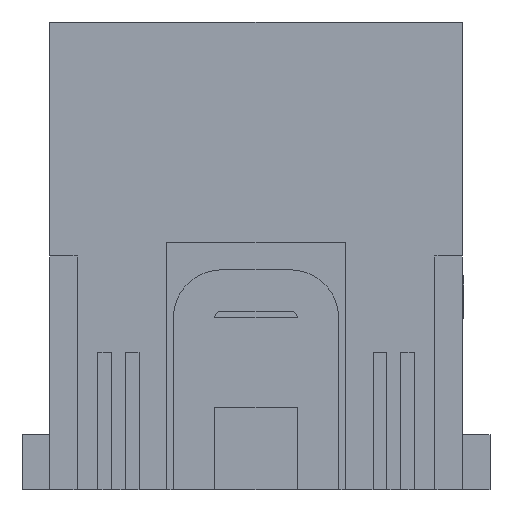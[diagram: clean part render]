
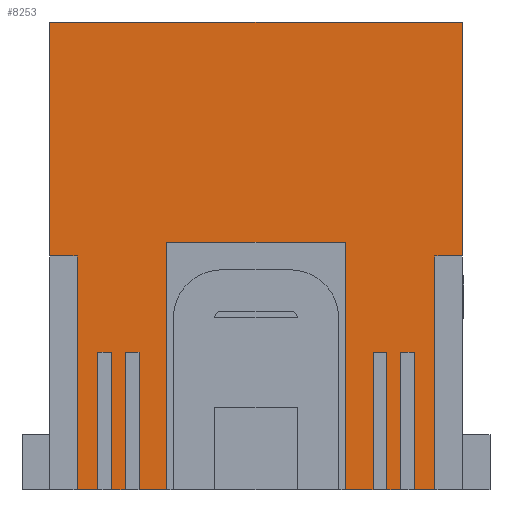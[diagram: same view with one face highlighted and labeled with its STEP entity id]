
A CAD part, front view. The second image highlights one B-rep face of the part: STEP entity #8253.
In plain terms, the highlighted planar face has unit normal (0, -1, 0).
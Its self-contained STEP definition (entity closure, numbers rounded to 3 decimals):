
#3855=CARTESIAN_POINT('',(13.0,-7.35,-34.0));
#3856=VERTEX_POINT('',#3855);
#3863=CARTESIAN_POINT('',(11.5,-7.35,-34.0));
#3864=VERTEX_POINT('',#3863);
#3865=CARTESIAN_POINT('',(11.5,-7.35,-34.0));
#3866=DIRECTION('',(1.0,0.0,0.0));
#3867=VECTOR('',#3866,1.5);
#3868=LINE('',#3865,#3867);
#3869=EDGE_CURVE('',#3864,#3856,#3868,.T.);
#3887=CARTESIAN_POINT('',(10.5,-7.35,-34.0));
#3888=VERTEX_POINT('',#3887);
#3895=CARTESIAN_POINT('',(9.5,-7.35,-34.0));
#3896=VERTEX_POINT('',#3895);
#3897=CARTESIAN_POINT('',(9.5,-7.35,-34.0));
#3898=DIRECTION('',(1.0,0.0,0.0));
#3899=VECTOR('',#3898,1.);
#3900=LINE('',#3897,#3899);
#3901=EDGE_CURVE('',#3896,#3888,#3900,.T.);
#3919=CARTESIAN_POINT('',(8.5,-7.35,-34.0));
#3920=VERTEX_POINT('',#3919);
#3927=CARTESIAN_POINT('',(6.5,-7.35,-34.0));
#3928=VERTEX_POINT('',#3927);
#3929=CARTESIAN_POINT('',(6.5,-7.35,-34.0));
#3930=DIRECTION('',(1.0,0.0,0.0));
#3931=VECTOR('',#3930,2.);
#3932=LINE('',#3929,#3931);
#3933=EDGE_CURVE('',#3928,#3920,#3932,.T.);
#4015=CARTESIAN_POINT('',(-6.5,-7.35,-34.0));
#4016=VERTEX_POINT('',#4015);
#4023=CARTESIAN_POINT('',(-8.5,-7.35,-34.0));
#4024=VERTEX_POINT('',#4023);
#4025=CARTESIAN_POINT('',(-8.5,-7.35,-34.0));
#4026=DIRECTION('',(1.0,0.0,0.0));
#4027=VECTOR('',#4026,2.);
#4028=LINE('',#4025,#4027);
#4029=EDGE_CURVE('',#4024,#4016,#4028,.T.);
#4047=CARTESIAN_POINT('',(-9.5,-7.35,-34.0));
#4048=VERTEX_POINT('',#4047);
#4055=CARTESIAN_POINT('',(-10.5,-7.35,-34.0));
#4056=VERTEX_POINT('',#4055);
#4057=CARTESIAN_POINT('',(-10.5,-7.35,-34.0));
#4058=DIRECTION('',(1.0,0.0,0.0));
#4059=VECTOR('',#4058,1.0);
#4060=LINE('',#4057,#4059);
#4061=EDGE_CURVE('',#4056,#4048,#4060,.T.);
#4079=CARTESIAN_POINT('',(-11.5,-7.35,-34.0));
#4080=VERTEX_POINT('',#4079);
#4087=CARTESIAN_POINT('',(-13.0,-7.35,-34.0));
#4088=VERTEX_POINT('',#4087);
#4089=CARTESIAN_POINT('',(-13.0,-7.35,-34.0));
#4090=DIRECTION('',(1.0,0.0,0.0));
#4091=VECTOR('',#4090,1.5);
#4092=LINE('',#4089,#4091);
#4093=EDGE_CURVE('',#4088,#4080,#4092,.T.);
#4731=CARTESIAN_POINT('',(-15.0,-7.35,-17.0));
#4732=VERTEX_POINT('',#4731);
#4739=CARTESIAN_POINT('',(-15.0,-7.35,0.0));
#4740=VERTEX_POINT('',#4739);
#4741=CARTESIAN_POINT('',(-15.0,-7.35,0.0));
#4742=DIRECTION('',(0.0,0.0,-1.0));
#4743=VECTOR('',#4742,17.0);
#4744=LINE('',#4741,#4743);
#4745=EDGE_CURVE('',#4740,#4732,#4744,.T.);
#6418=CARTESIAN_POINT('',(15.0,-7.35,0.0));
#6419=VERTEX_POINT('',#6418);
#6426=CARTESIAN_POINT('',(15.0,-7.35,-17.0));
#6427=VERTEX_POINT('',#6426);
#6428=CARTESIAN_POINT('',(15.0,-7.35,0.0));
#6429=DIRECTION('',(0.0,0.0,-1.0));
#6430=VECTOR('',#6429,17.0);
#6431=LINE('',#6428,#6430);
#6432=EDGE_CURVE('',#6419,#6427,#6431,.T.);
#6475=CARTESIAN_POINT('',(-10.5,-7.35,-24.));
#6476=VERTEX_POINT('',#6475);
#6483=CARTESIAN_POINT('',(-11.5,-7.35,-24.));
#6484=VERTEX_POINT('',#6483);
#6485=CARTESIAN_POINT('',(-11.5,-7.35,-24.));
#6486=DIRECTION('',(1.0,0.0,0.0));
#6487=VECTOR('',#6486,1.);
#6488=LINE('',#6485,#6487);
#6489=EDGE_CURVE('',#6484,#6476,#6488,.T.);
#6512=CARTESIAN_POINT('',(-10.5,-7.35,-24.));
#6513=DIRECTION('',(0.0,0.0,-1.0));
#6514=VECTOR('',#6513,10.);
#6515=LINE('',#6512,#6514);
#6516=EDGE_CURVE('',#6476,#4056,#6515,.T.);
#6534=CARTESIAN_POINT('',(-11.5,-7.35,-34.0));
#6535=DIRECTION('',(0.0,0.0,1.0));
#6536=VECTOR('',#6535,10.);
#6537=LINE('',#6534,#6536);
#6538=EDGE_CURVE('',#4080,#6484,#6537,.T.);
#6571=CARTESIAN_POINT('',(9.5,-7.35,-24.));
#6572=VERTEX_POINT('',#6571);
#6579=CARTESIAN_POINT('',(8.5,-7.35,-24.));
#6580=VERTEX_POINT('',#6579);
#6581=CARTESIAN_POINT('',(8.5,-7.35,-24.));
#6582=DIRECTION('',(1.0,0.0,0.0));
#6583=VECTOR('',#6582,1.0);
#6584=LINE('',#6581,#6583);
#6585=EDGE_CURVE('',#6580,#6572,#6584,.T.);
#6608=CARTESIAN_POINT('',(9.5,-7.35,-24.));
#6609=DIRECTION('',(0.0,0.0,-1.0));
#6610=VECTOR('',#6609,10.);
#6611=LINE('',#6608,#6610);
#6612=EDGE_CURVE('',#6572,#3896,#6611,.T.);
#6630=CARTESIAN_POINT('',(8.5,-7.35,-34.0));
#6631=DIRECTION('',(0.0,0.0,1.0));
#6632=VECTOR('',#6631,10.);
#6633=LINE('',#6630,#6632);
#6634=EDGE_CURVE('',#3920,#6580,#6633,.T.);
#6665=CARTESIAN_POINT('',(-9.5,-7.35,-24.));
#6666=VERTEX_POINT('',#6665);
#6673=CARTESIAN_POINT('',(-9.5,-7.35,-34.0));
#6674=DIRECTION('',(0.0,0.0,1.0));
#6675=VECTOR('',#6674,10.);
#6676=LINE('',#6673,#6675);
#6677=EDGE_CURVE('',#4048,#6666,#6676,.T.);
#6696=CARTESIAN_POINT('',(-8.5,-7.35,-24.));
#6697=VERTEX_POINT('',#6696);
#6704=CARTESIAN_POINT('',(-9.5,-7.35,-24.));
#6705=DIRECTION('',(1.0,0.0,0.0));
#6706=VECTOR('',#6705,1.0);
#6707=LINE('',#6704,#6706);
#6708=EDGE_CURVE('',#6666,#6697,#6707,.T.);
#6726=CARTESIAN_POINT('',(-8.5,-7.35,-24.));
#6727=DIRECTION('',(0.0,0.0,-1.0));
#6728=VECTOR('',#6727,10.);
#6729=LINE('',#6726,#6728);
#6730=EDGE_CURVE('',#6697,#4024,#6729,.T.);
#6761=CARTESIAN_POINT('',(10.5,-7.35,-24.));
#6762=VERTEX_POINT('',#6761);
#6769=CARTESIAN_POINT('',(10.5,-7.35,-34.0));
#6770=DIRECTION('',(0.0,0.0,1.0));
#6771=VECTOR('',#6770,10.);
#6772=LINE('',#6769,#6771);
#6773=EDGE_CURVE('',#3888,#6762,#6772,.T.);
#6792=CARTESIAN_POINT('',(11.5,-7.35,-24.));
#6793=VERTEX_POINT('',#6792);
#6800=CARTESIAN_POINT('',(10.5,-7.35,-24.));
#6801=DIRECTION('',(1.0,0.0,0.0));
#6802=VECTOR('',#6801,1.0);
#6803=LINE('',#6800,#6802);
#6804=EDGE_CURVE('',#6762,#6793,#6803,.T.);
#6822=CARTESIAN_POINT('',(11.5,-7.35,-24.));
#6823=DIRECTION('',(0.0,0.0,-1.0));
#6824=VECTOR('',#6823,10.);
#6825=LINE('',#6822,#6824);
#6826=EDGE_CURVE('',#6793,#3864,#6825,.T.);
#8101=CARTESIAN_POINT('',(6.5,-7.35,-16.));
#8102=VERTEX_POINT('',#8101);
#8103=CARTESIAN_POINT('',(6.5,-7.35,-16.));
#8104=DIRECTION('',(0.0,0.0,-1.0));
#8105=VECTOR('',#8104,18.);
#8106=LINE('',#8103,#8105);
#8107=EDGE_CURVE('',#8102,#3928,#8106,.T.);
#8132=CARTESIAN_POINT('',(-6.5,-7.35,-16.));
#8133=VERTEX_POINT('',#8132);
#8134=CARTESIAN_POINT('',(-6.5,-7.35,-16.));
#8135=DIRECTION('',(1.0,0.0,0.0));
#8136=VECTOR('',#8135,13.);
#8137=LINE('',#8134,#8136);
#8138=EDGE_CURVE('',#8133,#8102,#8137,.T.);
#8161=CARTESIAN_POINT('',(-6.5,-7.35,-34.0));
#8162=DIRECTION('',(0.0,0.0,1.0));
#8163=VECTOR('',#8162,18.0);
#8164=LINE('',#8161,#8163);
#8165=EDGE_CURVE('',#4016,#8133,#8164,.T.);
#8189=CARTESIAN_POINT('',(-15.0,-7.35,0.0));
#8190=DIRECTION('',(0.0,-1.0,0.0));
#8191=DIRECTION('',(0.0,0.0,-1.0));
#8192=AXIS2_PLACEMENT_3D('',#8189,#8190,#8191);
#8193=PLANE('',#8192);
#8194=ORIENTED_EDGE('',*,*,#6516,.T.);
#8195=ORIENTED_EDGE('',*,*,#4061,.T.);
#8196=ORIENTED_EDGE('',*,*,#6677,.T.);
#8197=ORIENTED_EDGE('',*,*,#6708,.T.);
#8198=ORIENTED_EDGE('',*,*,#6730,.T.);
#8199=ORIENTED_EDGE('',*,*,#4029,.T.);
#8200=ORIENTED_EDGE('',*,*,#8165,.T.);
#8201=ORIENTED_EDGE('',*,*,#8138,.T.);
#8202=ORIENTED_EDGE('',*,*,#8107,.T.);
#8203=ORIENTED_EDGE('',*,*,#3933,.T.);
#8204=ORIENTED_EDGE('',*,*,#6634,.T.);
#8205=ORIENTED_EDGE('',*,*,#6585,.T.);
#8206=ORIENTED_EDGE('',*,*,#6612,.T.);
#8207=ORIENTED_EDGE('',*,*,#3901,.T.);
#8208=ORIENTED_EDGE('',*,*,#6773,.T.);
#8209=ORIENTED_EDGE('',*,*,#6804,.T.);
#8210=ORIENTED_EDGE('',*,*,#6826,.T.);
#8211=ORIENTED_EDGE('',*,*,#3869,.T.);
#8212=CARTESIAN_POINT('',(13.0,-7.35,-17.0));
#8213=VERTEX_POINT('',#8212);
#8214=CARTESIAN_POINT('',(13.0,-7.35,-34.0));
#8215=DIRECTION('',(0.0,0.0,1.0));
#8216=VECTOR('',#8215,17.0);
#8217=LINE('',#8214,#8216);
#8218=EDGE_CURVE('',#3856,#8213,#8217,.T.);
#8219=ORIENTED_EDGE('',*,*,#8218,.T.);
#8220=CARTESIAN_POINT('',(13.0,-7.35,-17.0));
#8221=DIRECTION('',(1.0,0.0,0.0));
#8222=VECTOR('',#8221,2.0);
#8223=LINE('',#8220,#8222);
#8224=EDGE_CURVE('',#8213,#6427,#8223,.T.);
#8225=ORIENTED_EDGE('',*,*,#8224,.T.);
#8226=ORIENTED_EDGE('',*,*,#6432,.F.);
#8227=CARTESIAN_POINT('',(-15.0,-7.35,0.0));
#8228=DIRECTION('',(1.0,0.0,0.0));
#8229=VECTOR('',#8228,30.0);
#8230=LINE('',#8227,#8229);
#8231=EDGE_CURVE('',#4740,#6419,#8230,.T.);
#8232=ORIENTED_EDGE('',*,*,#8231,.F.);
#8233=ORIENTED_EDGE('',*,*,#4745,.T.);
#8234=CARTESIAN_POINT('',(-13.0,-7.35,-17.0));
#8235=VERTEX_POINT('',#8234);
#8236=CARTESIAN_POINT('',(-15.0,-7.35,-17.0));
#8237=DIRECTION('',(1.0,0.0,0.0));
#8238=VECTOR('',#8237,2.0);
#8239=LINE('',#8236,#8238);
#8240=EDGE_CURVE('',#4732,#8235,#8239,.T.);
#8241=ORIENTED_EDGE('',*,*,#8240,.T.);
#8242=CARTESIAN_POINT('',(-13.0,-7.35,-17.0));
#8243=DIRECTION('',(0.0,0.0,-1.0));
#8244=VECTOR('',#8243,17.0);
#8245=LINE('',#8242,#8244);
#8246=EDGE_CURVE('',#8235,#4088,#8245,.T.);
#8247=ORIENTED_EDGE('',*,*,#8246,.T.);
#8248=ORIENTED_EDGE('',*,*,#4093,.T.);
#8249=ORIENTED_EDGE('',*,*,#6538,.T.);
#8250=ORIENTED_EDGE('',*,*,#6489,.T.);
#8251=EDGE_LOOP('',(#8194,#8195,#8196,#8197,#8198,#8199,#8200,#8201,#8202,#8203,#8204,#8205,#8206,#8207,#8208,#8209,#8210,#8211,#8219,#8225,#8226,#8232,#8233,#8241,#8247,#8248,#8249,#8250));
#8252=FACE_OUTER_BOUND('',#8251,.T.);
#8253=ADVANCED_FACE('',(#8252),#8193,.T.);
